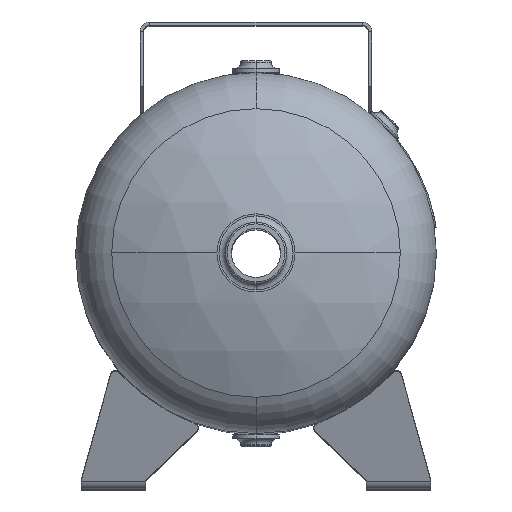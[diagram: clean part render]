
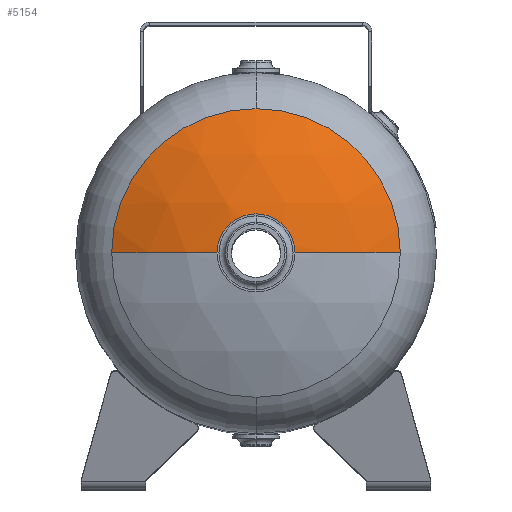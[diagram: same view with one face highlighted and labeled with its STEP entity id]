
A CAD part, top view. The second image highlights one B-rep face of the part: STEP entity #5154.
In plain terms, the highlighted spherical face has radius 320.04 mm.
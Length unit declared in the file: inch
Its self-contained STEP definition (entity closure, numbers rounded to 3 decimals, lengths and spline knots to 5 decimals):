
#184 = ORIENTED_EDGE ( 'NONE', *, *, #5762, .F. ) ;
#1212 = CARTESIAN_POINT ( 'NONE',  ( 0., 0., 15.18716 ) ) ;
#1213 = DIRECTION ( 'NONE',  ( 0., 0., -1. ) ) ;
#1214 = DIRECTION ( 'NONE',  ( 0., 1., 0. ) ) ;
#2096 = CARTESIAN_POINT ( 'NONE',  ( 0., 5.6, 15.18716 ) ) ;
#2098 = CARTESIAN_POINT ( 'NONE',  ( 5.6, 0., 15.18716 ) ) ;
#2822 = CARTESIAN_POINT ( 'NONE',  ( 0., 0., 16.44368 ) ) ;
#2823 = DIRECTION ( 'NONE',  ( 0., 0., 1. ) ) ;
#2824 = DIRECTION ( 'NONE',  ( -1., 0., 0. ) ) ;
#3075 = CARTESIAN_POINT ( 'NONE',  ( 0., 0., 3.9 ) ) ;
#3076 = DIRECTION ( 'NONE',  ( 0., -1., 0. ) ) ;
#3077 = DIRECTION ( 'NONE',  ( 1., 0., 0. ) ) ;
#3422 = CIRCLE ( 'NONE', #3424, 5.6 ) ;
#3424 = AXIS2_PLACEMENT_3D ( 'NONE', #6449, #6450, #6451 ) ;
#3508 = CIRCLE ( 'NONE', #3520, 1.19 ) ;
#3520 = AXIS2_PLACEMENT_3D ( 'NONE', #2822, #2823, #2824 ) ;
#3752 = CIRCLE ( 'NONE', #3756, 12.6 ) ;
#3756 = AXIS2_PLACEMENT_3D ( 'NONE', #3075, #3076, #3077 ) ;
#3838 = CIRCLE ( 'NONE', #3840, 5.6 ) ;
#3840 = AXIS2_PLACEMENT_3D ( 'NONE', #1212, #1213, #1214 ) ;
#3943 = VERTEX_POINT ( 'NONE', #2096 ) ;
#3945 = VERTEX_POINT ( 'NONE', #2098 ) ;
#4625 = CARTESIAN_POINT ( 'NONE',  ( 1.19, 0., 16.44368 ) ) ;
#4628 = CARTESIAN_POINT ( 'NONE',  ( -5.6, 0., 15.18716 ) ) ;
#4707 = CARTESIAN_POINT ( 'NONE',  ( -1.19, 0., 16.44368 ) ) ;
#5130 = CIRCLE ( 'NONE', #5136, 12.6 ) ;
#5136 = AXIS2_PLACEMENT_3D ( 'NONE', #9240, #9241, #9242 ) ;
#5154 = ADVANCED_FACE ( 'NONE', ( #6811 ), #6813, .T. ) ;
#5641 = EDGE_CURVE ( 'NONE', #10733, #3943, #3422, .T. ) ;
#5693 = EDGE_CURVE ( 'NONE', #10731, #11280, #3508, .T. ) ;
#5762 = EDGE_CURVE ( 'NONE', #11280, #10733, #3752, .T. ) ;
#5826 = EDGE_CURVE ( 'NONE', #3943, #3945, #3838, .T. ) ;
#5897 = EDGE_CURVE ( 'NONE', #10731, #3945, #5130, .T. ) ;
#6449 = CARTESIAN_POINT ( 'NONE',  ( 0., 0., 15.18716 ) ) ;
#6450 = DIRECTION ( 'NONE',  ( 0., 0., -1. ) ) ;
#6451 = DIRECTION ( 'NONE',  ( 0., 1., 0. ) ) ;
#6810 = CARTESIAN_POINT ( 'NONE',  ( 0., 0., 3.9 ) ) ;
#6811 = FACE_OUTER_BOUND ( 'NONE', #11091, .T. ) ;
#6813 = SPHERICAL_SURFACE ( 'NONE', #7310, 12.6 ) ;
#6816 = DIRECTION ( 'NONE',  ( 0., -1., 0. ) ) ;
#6817 = DIRECTION ( 'NONE',  ( 1., 0., 0. ) ) ;
#7310 = AXIS2_PLACEMENT_3D ( 'NONE', #6810, #6816, #6817 ) ;
#9240 = CARTESIAN_POINT ( 'NONE',  ( 0., 0., 3.9 ) ) ;
#9241 = DIRECTION ( 'NONE',  ( 0., 1., 0. ) ) ;
#9242 = DIRECTION ( 'NONE',  ( 0., 0., 1. ) ) ;
#10731 = VERTEX_POINT ( 'NONE', #4625 ) ;
#10733 = VERTEX_POINT ( 'NONE', #4628 ) ;
#11091 = EDGE_LOOP ( 'NONE', ( #184, #11281, #11282, #11283, #11284 ) ) ;
#11280 = VERTEX_POINT ( 'NONE', #4707 ) ;
#11281 = ORIENTED_EDGE ( 'NONE', *, *, #5693, .F. ) ;
#11282 = ORIENTED_EDGE ( 'NONE', *, *, #5897, .T. ) ;
#11283 = ORIENTED_EDGE ( 'NONE', *, *, #5826, .F. ) ;
#11284 = ORIENTED_EDGE ( 'NONE', *, *, #5641, .F. ) ;
